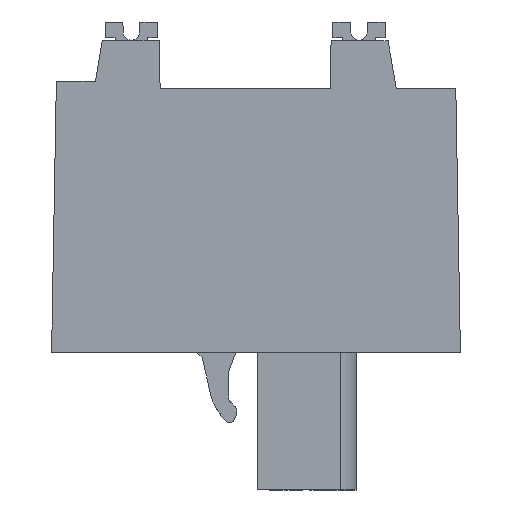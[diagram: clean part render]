
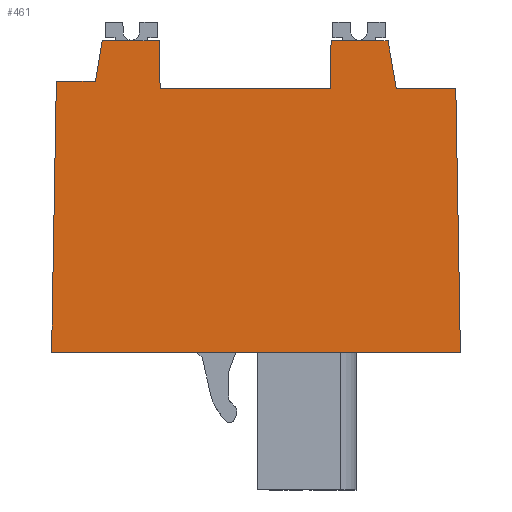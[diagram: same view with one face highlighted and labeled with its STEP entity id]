
A CAD part, left-side view. The second image highlights one B-rep face of the part: STEP entity #461.
In plain terms, the highlighted planar face has unit normal (-1, 0, 0).
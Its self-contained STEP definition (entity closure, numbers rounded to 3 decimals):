
#377=AXIS2_PLACEMENT_3D('Plane Axis2P3D',#374,#375,#376) ;
#40=CARTESIAN_POINT('Vertex',(0.,21.679,27.192)) ;
#45=CARTESIAN_POINT('Line Origine',(0.,19.954,27.192)) ;
#49=CARTESIAN_POINT('Vertex',(0.,18.23,27.192)) ;
#299=CARTESIAN_POINT('Vertex',(0.,22.101,24.742)) ;
#302=CARTESIAN_POINT('Line Origine',(0.,21.89,25.967)) ;
#374=CARTESIAN_POINT('Axis2P3D Location',(0.,0.,0.)) ;
#379=CARTESIAN_POINT('Line Origine',(0.,18.204,25.742)) ;
#383=CARTESIAN_POINT('Vertex',(0.,18.179,24.292)) ;
#386=CARTESIAN_POINT('Line Origine',(0.,23.281,24.742)) ;
#390=CARTESIAN_POINT('Vertex',(0.,24.461,24.742)) ;
#393=CARTESIAN_POINT('Line Origine',(0.,24.604,16.546)) ;
#397=CARTESIAN_POINT('Vertex',(0.,24.747,8.35)) ;
#400=CARTESIAN_POINT('Line Origine',(0.,12.373,8.35)) ;
#404=CARTESIAN_POINT('Vertex',(0.,0.,8.35)) ;
#407=CARTESIAN_POINT('Line Origine',(0.,0.139,16.321)) ;
#411=CARTESIAN_POINT('Vertex',(0.,0.278,24.292)) ;
#414=CARTESIAN_POINT('Line Origine',(0.,2.079,24.292)) ;
#418=CARTESIAN_POINT('Vertex',(0.,3.879,24.292)) ;
#421=CARTESIAN_POINT('Line Origine',(0.,4.129,25.742)) ;
#425=CARTESIAN_POINT('Vertex',(0.,4.379,27.192)) ;
#428=CARTESIAN_POINT('Line Origine',(0.,6.104,27.192)) ;
#432=CARTESIAN_POINT('Vertex',(0.,7.828,27.192)) ;
#435=CARTESIAN_POINT('Line Origine',(0.,7.854,25.742)) ;
#439=CARTESIAN_POINT('Vertex',(0.,7.879,24.292)) ;
#442=CARTESIAN_POINT('Line Origine',(0.,13.029,24.292)) ;
#46=DIRECTION('Vector Direction',(0.,-1.,0.)) ;
#303=DIRECTION('Vector Direction',(0.,-0.17,0.985)) ;
#375=DIRECTION('Axis2P3D Direction',(-1.,0.,0.)) ;
#376=DIRECTION('Axis2P3D XDirection',(0.,0.,1.)) ;
#380=DIRECTION('Vector Direction',(0.,-0.017,-1.)) ;
#387=DIRECTION('Vector Direction',(0.,-1.,0.)) ;
#394=DIRECTION('Vector Direction',(0.,0.017,-1.)) ;
#401=DIRECTION('Vector Direction',(0.,-1.,0.)) ;
#408=DIRECTION('Vector Direction',(0.,0.017,1.)) ;
#415=DIRECTION('Vector Direction',(0.,-1.,0.)) ;
#422=DIRECTION('Vector Direction',(0.,-0.17,-0.985)) ;
#429=DIRECTION('Vector Direction',(0.,-1.,0.)) ;
#436=DIRECTION('Vector Direction',(0.,-0.017,1.)) ;
#443=DIRECTION('Vector Direction',(0.,-1.,0.)) ;
#47=VECTOR('Line Direction',#46,1.) ;
#304=VECTOR('Line Direction',#303,1.) ;
#381=VECTOR('Line Direction',#380,1.) ;
#388=VECTOR('Line Direction',#387,1.) ;
#395=VECTOR('Line Direction',#394,1.) ;
#402=VECTOR('Line Direction',#401,1.) ;
#409=VECTOR('Line Direction',#408,1.) ;
#416=VECTOR('Line Direction',#415,1.) ;
#423=VECTOR('Line Direction',#422,1.) ;
#430=VECTOR('Line Direction',#429,1.) ;
#437=VECTOR('Line Direction',#436,1.) ;
#444=VECTOR('Line Direction',#443,1.) ;
#448=ORIENTED_EDGE('',*,*,#385,.T.) ;
#449=ORIENTED_EDGE('',*,*,#51,.T.) ;
#450=ORIENTED_EDGE('',*,*,#306,.T.) ;
#451=ORIENTED_EDGE('',*,*,#392,.T.) ;
#452=ORIENTED_EDGE('',*,*,#399,.T.) ;
#453=ORIENTED_EDGE('',*,*,#406,.T.) ;
#454=ORIENTED_EDGE('',*,*,#413,.T.) ;
#455=ORIENTED_EDGE('',*,*,#420,.T.) ;
#456=ORIENTED_EDGE('',*,*,#427,.T.) ;
#457=ORIENTED_EDGE('',*,*,#434,.T.) ;
#458=ORIENTED_EDGE('',*,*,#441,.T.) ;
#459=ORIENTED_EDGE('',*,*,#446,.T.) ;
#461=ADVANCED_FACE('HOUSING',(#460),#378,.T.) ;
#51=EDGE_CURVE('',#50,#41,#48,.F.) ;
#306=EDGE_CURVE('',#41,#300,#305,.F.) ;
#385=EDGE_CURVE('',#384,#50,#382,.F.) ;
#392=EDGE_CURVE('',#300,#391,#389,.F.) ;
#399=EDGE_CURVE('',#391,#398,#396,.T.) ;
#406=EDGE_CURVE('',#398,#405,#403,.T.) ;
#413=EDGE_CURVE('',#405,#412,#410,.T.) ;
#420=EDGE_CURVE('',#412,#419,#417,.F.) ;
#427=EDGE_CURVE('',#419,#426,#424,.F.) ;
#434=EDGE_CURVE('',#426,#433,#431,.F.) ;
#441=EDGE_CURVE('',#433,#440,#438,.F.) ;
#446=EDGE_CURVE('',#440,#384,#445,.F.) ;
#447=EDGE_LOOP('',(#448,#449,#450,#451,#452,#453,#454,#455,#456,#457,#458,#459)) ;
#460=FACE_OUTER_BOUND('',#447,.T.) ;
#48=LINE('Line',#45,#47) ;
#305=LINE('Line',#302,#304) ;
#382=LINE('Line',#379,#381) ;
#389=LINE('Line',#386,#388) ;
#396=LINE('Line',#393,#395) ;
#403=LINE('Line',#400,#402) ;
#410=LINE('Line',#407,#409) ;
#417=LINE('Line',#414,#416) ;
#424=LINE('Line',#421,#423) ;
#431=LINE('Line',#428,#430) ;
#438=LINE('Line',#435,#437) ;
#445=LINE('Line',#442,#444) ;
#378=PLANE('',#377) ;
#41=VERTEX_POINT('',#40) ;
#50=VERTEX_POINT('',#49) ;
#300=VERTEX_POINT('',#299) ;
#384=VERTEX_POINT('',#383) ;
#391=VERTEX_POINT('',#390) ;
#398=VERTEX_POINT('',#397) ;
#405=VERTEX_POINT('',#404) ;
#412=VERTEX_POINT('',#411) ;
#419=VERTEX_POINT('',#418) ;
#426=VERTEX_POINT('',#425) ;
#433=VERTEX_POINT('',#432) ;
#440=VERTEX_POINT('',#439) ;
